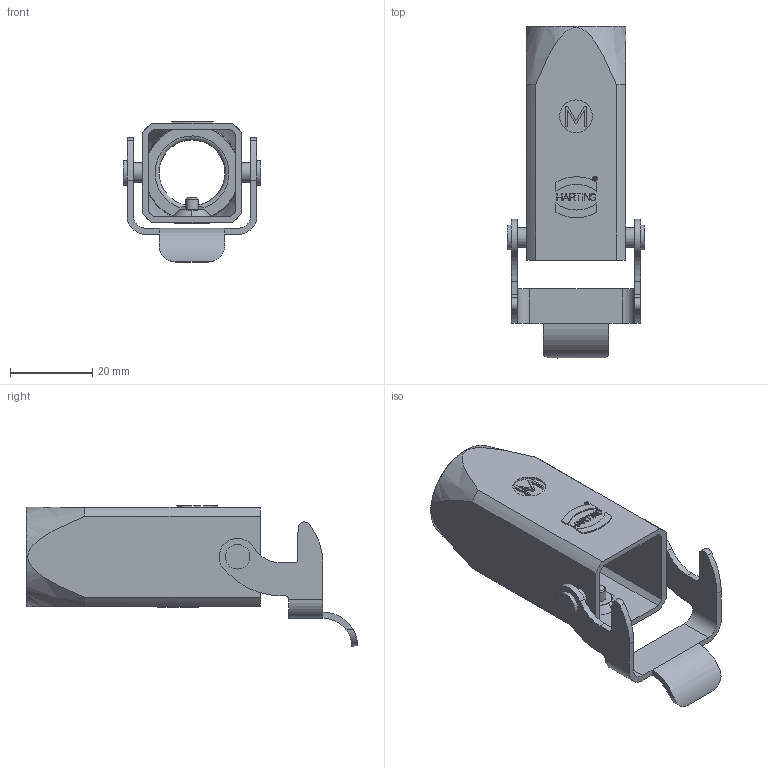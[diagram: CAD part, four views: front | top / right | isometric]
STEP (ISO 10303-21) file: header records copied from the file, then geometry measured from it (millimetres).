
FILE_DESCRIPTION(/* description */ (''),/* implementation_level */ '2;1');
FILE_NAME(/* name */ '100229786ugm000_b.stp',/* time_stamp */ '2017-10-30T09:11:01+01:00',/* author */ (''),/* organization */ (''),/* preprocessor_version */ 'ST-DEVELOPER v16',/* originating_system */ 'SIEMENS PLM Software NX 10.0',/* authorisation */ '');
FILE_SCHEMA (('AUTOMOTIVE_DESIGN { 1 0 10303 214 3 1 1 1 }'));
Length unit declared in the file: millimetre
Products named in the file (1): 100229786ugm000_b
Bounding box: 33.6 x 80.79 x 34.13 mm (x, y, z)
Volume: 10587.8 mm3; surface area: 13460.2 mm2
Topology: 2 solids, 2 shells, 687 faces, 1834 edges, 1219 vertices
Faces by surface type: plane 485, cylinder 181, cone 11, bspline 10
Full cylindrical faces by diameter (mm): 0.95 x1, 1.05 x1, 3 x1, 3.051 x2, 4.8 x2, 5.8 x1, 6 x2, 8 x1, 16 x1, 20 x1
Entity records: 23125 total; most frequent: CARTESIAN_POINT 5110, ORIENTED_EDGE 3620, DIRECTION 3443, EDGE_CURVE 1810, LINE 1367, VECTOR 1367, VERTEX_POINT 1215, AXIS2_PLACEMENT_3D 1038
